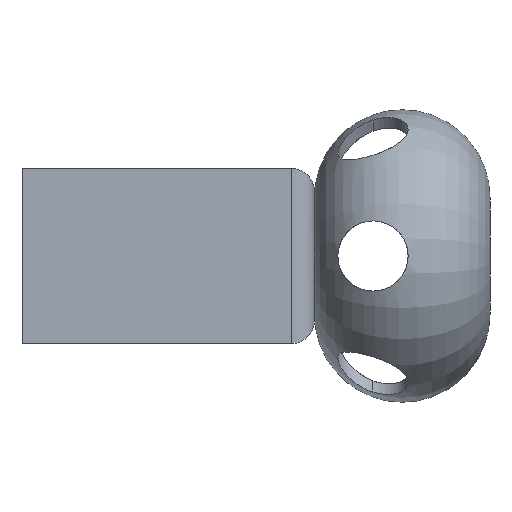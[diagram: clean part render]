
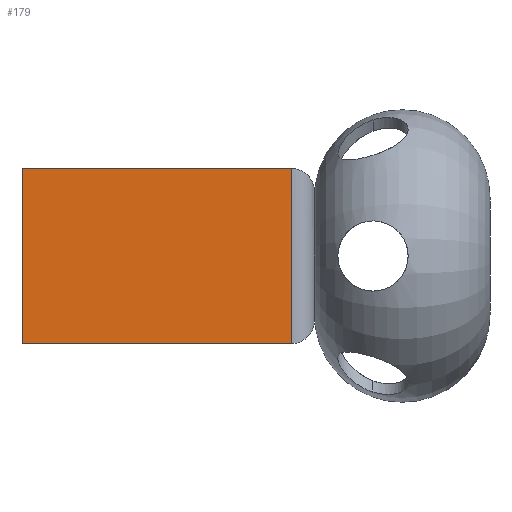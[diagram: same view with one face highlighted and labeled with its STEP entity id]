
A CAD part, left-side view. The second image highlights one B-rep face of the part: STEP entity #179.
In plain terms, the highlighted planar face has unit normal (-1, 0, 0).
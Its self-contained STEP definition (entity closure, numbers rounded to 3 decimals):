
#36 = CARTESIAN_POINT ( 'NONE',  ( -3.75, 8.5, -3.75 ) ) ;
#100 = VECTOR ( 'NONE', #1046, 1000. ) ;
#112 = ORIENTED_EDGE ( 'NONE', *, *, #1408, .F. ) ;
#179 = ADVANCED_FACE ( 'NONE', ( #1372 ), #814, .F. ) ;
#213 = ORIENTED_EDGE ( 'NONE', *, *, #659, .T. ) ;
#225 = CARTESIAN_POINT ( 'NONE',  ( -3.75, 20., -3.75 ) ) ;
#368 = DIRECTION ( 'NONE',  ( 0., 0., -1. ) ) ;
#399 = EDGE_CURVE ( 'NONE', #1361, #414, #1417, .T. ) ;
#403 = VERTEX_POINT ( 'NONE', #970 ) ;
#414 = VERTEX_POINT ( 'NONE', #1075 ) ;
#457 = VECTOR ( 'NONE', #516, 1000. ) ;
#516 = DIRECTION ( 'NONE',  ( 0., 0., 1. ) ) ;
#659 = EDGE_CURVE ( 'NONE', #1361, #403, #870, .T. ) ;
#715 = DIRECTION ( 'NONE',  ( 1., 0., 0. ) ) ;
#782 = AXIS2_PLACEMENT_3D ( 'NONE', #834, #715, #368 ) ;
#786 = CARTESIAN_POINT ( 'NONE',  ( -3.75, 20., -3.75 ) ) ;
#802 = EDGE_LOOP ( 'NONE', ( #213, #1236, #112, #1171 ) ) ;
#814 = PLANE ( 'NONE',  #782 ) ;
#834 = CARTESIAN_POINT ( 'NONE',  ( -3.75, 20., -3.75 ) ) ;
#870 = LINE ( 'NONE', #225, #1103 ) ;
#894 = DIRECTION ( 'NONE',  ( 0., -1., 0. ) ) ;
#900 = DIRECTION ( 'NONE',  ( 0., -1., 0. ) ) ;
#913 = CARTESIAN_POINT ( 'NONE',  ( -3.75, 20., 3.75 ) ) ;
#949 = VERTEX_POINT ( 'NONE', #1285 ) ;
#970 = CARTESIAN_POINT ( 'NONE',  ( -3.75, 8.5, -3.75 ) ) ;
#1046 = DIRECTION ( 'NONE',  ( 0., 0., 1. ) ) ;
#1075 = CARTESIAN_POINT ( 'NONE',  ( -3.75, 20., 3.75 ) ) ;
#1103 = VECTOR ( 'NONE', #894, 1000. ) ;
#1153 = LINE ( 'NONE', #36, #100 ) ;
#1171 = ORIENTED_EDGE ( 'NONE', *, *, #399, .F. ) ;
#1236 = ORIENTED_EDGE ( 'NONE', *, *, #1291, .T. ) ;
#1285 = CARTESIAN_POINT ( 'NONE',  ( -3.75, 8.5, 3.75 ) ) ;
#1291 = EDGE_CURVE ( 'NONE', #403, #949, #1153, .T. ) ;
#1311 = CARTESIAN_POINT ( 'NONE',  ( -3.75, 20., -3.75 ) ) ;
#1361 = VERTEX_POINT ( 'NONE', #786 ) ;
#1372 = FACE_OUTER_BOUND ( 'NONE', #802, .T. ) ;
#1408 = EDGE_CURVE ( 'NONE', #414, #949, #1463, .T. ) ;
#1412 = VECTOR ( 'NONE', #900, 1000. ) ;
#1417 = LINE ( 'NONE', #1311, #457 ) ;
#1463 = LINE ( 'NONE', #913, #1412 ) ;
